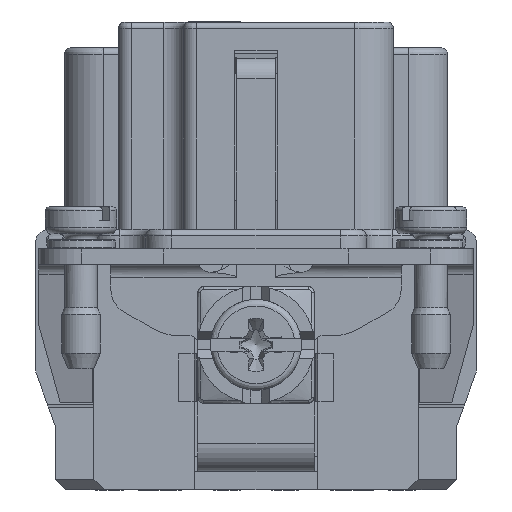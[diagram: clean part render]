
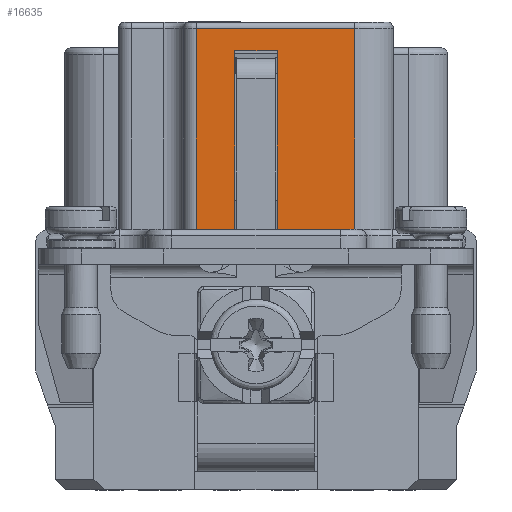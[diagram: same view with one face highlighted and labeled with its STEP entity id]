
A CAD part, left-side view. The second image highlights one B-rep face of the part: STEP entity #16635.
In plain terms, the highlighted planar face has unit normal (-1, 0, 0).
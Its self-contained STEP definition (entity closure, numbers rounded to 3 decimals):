
#16635=ADVANCED_FACE('',(#18674),#17863,.T.);
#17863=PLANE('',#48181);
#18674=FACE_OUTER_BOUND('',#21364,.T.);
#21364=EDGE_LOOP('',(#31253,#31254,#31255,#31256,#31257,#31258,#31259,#31260));
#23025=LINE('',#64476,#25179);
#23400=LINE('',#65667,#25554);
#23401=LINE('',#65669,#25555);
#23406=LINE('',#65679,#25560);
#23408=LINE('',#65683,#25562);
#23409=LINE('',#65684,#25563);
#23410=LINE('',#65686,#25564);
#23411=LINE('',#65688,#25565);
#25179=VECTOR('',#53939,1.);
#25554=VECTOR('',#54676,1.);
#25555=VECTOR('',#54679,1.);
#25560=VECTOR('',#54688,1.);
#25562=VECTOR('',#54692,1.);
#25563=VECTOR('',#54693,1.);
#25564=VECTOR('',#54694,1.);
#25565=VECTOR('',#54695,1.);
#31253=ORIENTED_EDGE('',*,*,#41424,.T.);
#31254=ORIENTED_EDGE('',*,*,#41418,.T.);
#31255=ORIENTED_EDGE('',*,*,#41419,.T.);
#31256=ORIENTED_EDGE('',*,*,#41426,.T.);
#31257=ORIENTED_EDGE('',*,*,#40975,.F.);
#31258=ORIENTED_EDGE('',*,*,#41427,.T.);
#31259=ORIENTED_EDGE('',*,*,#41428,.T.);
#31260=ORIENTED_EDGE('',*,*,#41429,.T.);
#37367=VERTEX_POINT('',#64475);
#37368=VERTEX_POINT('',#64477);
#37647=VERTEX_POINT('',#65664);
#37648=VERTEX_POINT('',#65666);
#37649=VERTEX_POINT('',#65670);
#37652=VERTEX_POINT('',#65680);
#37653=VERTEX_POINT('',#65685);
#37654=VERTEX_POINT('',#65687);
#40975=EDGE_CURVE('',#37367,#37368,#23025,.T.);
#41418=EDGE_CURVE('',#37647,#37648,#23400,.T.);
#41419=EDGE_CURVE('',#37648,#37649,#23401,.T.);
#41424=EDGE_CURVE('',#37652,#37647,#23406,.T.);
#41426=EDGE_CURVE('',#37649,#37368,#23408,.T.);
#41427=EDGE_CURVE('',#37367,#37653,#23409,.T.);
#41428=EDGE_CURVE('',#37653,#37654,#23410,.T.);
#41429=EDGE_CURVE('',#37654,#37652,#23411,.T.);
#48181=AXIS2_PLACEMENT_3D('',#65689,#54696,#54697);
#53939=DIRECTION('',(0.,0.,-1.));
#54676=DIRECTION('',(0.,-1.,0.));
#54679=DIRECTION('',(0.,0.,-1.));
#54688=DIRECTION('',(0.,0.,1.));
#54692=DIRECTION('',(0.,-1.,0.));
#54693=DIRECTION('',(0.,1.,0.));
#54694=DIRECTION('',(0.,0.,-1.));
#54695=DIRECTION('',(0.,-1.,0.));
#54696=DIRECTION('',(-1.,0.,0.));
#54697=DIRECTION('',(0.,-1.,0.));
#64475=CARTESIAN_POINT('',(-45.5,-7.6,18.2));
#64476=CARTESIAN_POINT('',(-45.5,-7.6,18.2));
#64477=CARTESIAN_POINT('',(-45.5,-7.6,2.7));
#65664=CARTESIAN_POINT('',(-45.5,1.65,16.5));
#65666=CARTESIAN_POINT('',(-45.5,-1.65,16.5));
#65667=CARTESIAN_POINT('',(-45.5,1.65,16.5));
#65669=CARTESIAN_POINT('',(-45.5,-1.65,16.5));
#65670=CARTESIAN_POINT('',(-45.5,-1.65,2.7));
#65679=CARTESIAN_POINT('',(-45.5,1.65,2.7));
#65680=CARTESIAN_POINT('',(-45.5,1.65,2.7));
#65683=CARTESIAN_POINT('',(-45.5,-1.65,2.7));
#65684=CARTESIAN_POINT('',(-45.5,-7.6,18.2));
#65685=CARTESIAN_POINT('',(-45.5,4.6,18.2));
#65686=CARTESIAN_POINT('',(-45.5,4.6,18.2));
#65687=CARTESIAN_POINT('',(-45.5,4.6,2.7));
#65688=CARTESIAN_POINT('',(-45.5,4.6,2.7));
#65689=CARTESIAN_POINT('',(-45.5,4.6,2.7));
